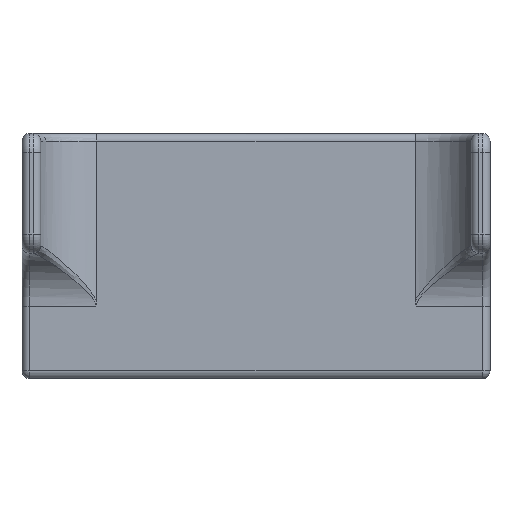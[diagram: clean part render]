
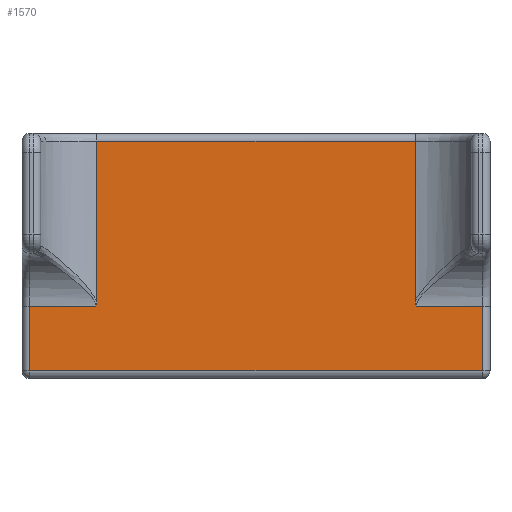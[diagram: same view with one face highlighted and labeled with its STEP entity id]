
A CAD part, top view. The second image highlights one B-rep face of the part: STEP entity #1570.
In plain terms, the highlighted planar face has unit normal (0, 0, 1).
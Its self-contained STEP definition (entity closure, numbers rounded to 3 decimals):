
#59=B_SPLINE_CURVE_WITH_KNOTS('',3,(#2698,#2699,#2700,#2701),
 .UNSPECIFIED.,.F.,.F.,(4,4),(0.,0.001),.UNSPECIFIED.);
#60=B_SPLINE_CURVE_WITH_KNOTS('',3,(#2703,#2704,#2705,#2706),
 .UNSPECIFIED.,.F.,.F.,(4,4),(0.,0.001),.UNSPECIFIED.);
#138=LINE('',#2410,#230);
#169=LINE('',#2596,#261);
#191=LINE('',#2691,#283);
#192=LINE('',#2694,#284);
#193=LINE('',#2696,#285);
#194=LINE('',#2702,#286);
#195=LINE('',#2708,#287);
#196=LINE('',#2710,#288);
#230=VECTOR('',#1891,1000.);
#261=VECTOR('',#2020,1000.);
#283=VECTOR('',#2086,1000.);
#284=VECTOR('',#2087,1000.);
#285=VECTOR('',#2088,1000.);
#286=VECTOR('',#2089,1000.);
#287=VECTOR('',#2090,1000.);
#288=VECTOR('',#2091,1000.);
#457=ORIENTED_EDGE('',*,*,#912,.T.);
#458=ORIENTED_EDGE('',*,*,#913,.T.);
#459=ORIENTED_EDGE('',*,*,#914,.T.);
#460=ORIENTED_EDGE('',*,*,#915,.T.);
#461=ORIENTED_EDGE('',*,*,#873,.T.);
#462=ORIENTED_EDGE('',*,*,#916,.T.);
#463=ORIENTED_EDGE('',*,*,#801,.F.);
#464=ORIENTED_EDGE('',*,*,#917,.T.);
#465=ORIENTED_EDGE('',*,*,#918,.T.);
#466=ORIENTED_EDGE('',*,*,#919,.T.);
#801=EDGE_CURVE('',#1039,#1040,#138,.T.);
#873=EDGE_CURVE('',#1103,#1104,#169,.T.);
#912=EDGE_CURVE('',#1139,#1140,#191,.F.);
#913=EDGE_CURVE('',#1140,#1141,#192,.F.);
#914=EDGE_CURVE('',#1141,#1142,#193,.T.);
#915=EDGE_CURVE('',#1142,#1103,#59,.F.);
#916=EDGE_CURVE('',#1104,#1040,#194,.F.);
#917=EDGE_CURVE('',#1039,#1143,#60,.T.);
#918=EDGE_CURVE('',#1143,#1144,#195,.F.);
#919=EDGE_CURVE('',#1144,#1139,#196,.F.);
#1039=VERTEX_POINT('',#2411);
#1040=VERTEX_POINT('',#2412);
#1103=VERTEX_POINT('',#2597);
#1104=VERTEX_POINT('',#2598);
#1139=VERTEX_POINT('',#2692);
#1140=VERTEX_POINT('',#2693);
#1141=VERTEX_POINT('',#2695);
#1142=VERTEX_POINT('',#2697);
#1143=VERTEX_POINT('',#2707);
#1144=VERTEX_POINT('',#2709);
#1330=EDGE_LOOP('',(#457,#458,#459,#460,#461,#462,#463,#464,#465,#466));
#1447=FACE_BOUND('',#1330,.T.);
#1540=PLANE('',#1734);
#1570=ADVANCED_FACE('',(#1447),#1540,.F.);
#1734=AXIS2_PLACEMENT_3D('',#2690,#2084,#2085);
#1891=DIRECTION('',(0.,1.,0.));
#2020=DIRECTION('',(0.,1.,0.));
#2084=DIRECTION('',(0.,0.,-1.));
#2085=DIRECTION('',(-1.,0.,0.));
#2086=DIRECTION('',(-1.,0.,0.));
#2087=DIRECTION('',(0.,-1.,0.));
#2088=DIRECTION('',(-1.,0.,0.));
#2089=DIRECTION('',(1.,0.,0.));
#2090=DIRECTION('',(1.,0.,0.));
#2091=DIRECTION('',(0.,1.,0.));
#2410=CARTESIAN_POINT('',(-42.,-121.431,20.));
#2411=CARTESIAN_POINT('',(-42.,-18.102,20.));
#2412=CARTESIAN_POINT('',(-42.,24.15,20.));
#2596=CARTESIAN_POINT('',(42.,-121.431,20.));
#2597=CARTESIAN_POINT('',(42.,-18.102,20.));
#2598=CARTESIAN_POINT('',(42.,24.15,20.));
#2690=CARTESIAN_POINT('',(0.,0.,20.));
#2691=CARTESIAN_POINT('',(61.65,-36.35,20.));
#2692=CARTESIAN_POINT('',(-59.65,-36.35,20.));
#2693=CARTESIAN_POINT('',(59.65,-36.35,20.));
#2694=CARTESIAN_POINT('',(59.65,-19.35,20.));
#2695=CARTESIAN_POINT('',(59.65,-19.35,20.));
#2696=CARTESIAN_POINT('',(0.,-19.35,20.));
#2697=CARTESIAN_POINT('',(42.217,-19.35,20.));
#2698=CARTESIAN_POINT('',(42.,-18.102,20.));
#2699=CARTESIAN_POINT('',(42.,-18.528,20.));
#2700=CARTESIAN_POINT('',(42.069,-18.954,20.));
#2701=CARTESIAN_POINT('',(42.217,-19.35,20.));
#2702=CARTESIAN_POINT('',(0.,24.15,20.));
#2703=CARTESIAN_POINT('',(-42.,-18.102,20.));
#2704=CARTESIAN_POINT('',(-42.,-18.528,20.));
#2705=CARTESIAN_POINT('',(-42.069,-18.954,20.));
#2706=CARTESIAN_POINT('',(-42.217,-19.35,20.));
#2707=CARTESIAN_POINT('',(-42.217,-19.35,20.));
#2708=CARTESIAN_POINT('',(-61.65,-19.35,20.));
#2709=CARTESIAN_POINT('',(-59.65,-19.35,20.));
#2710=CARTESIAN_POINT('',(-59.65,-38.35,20.));
